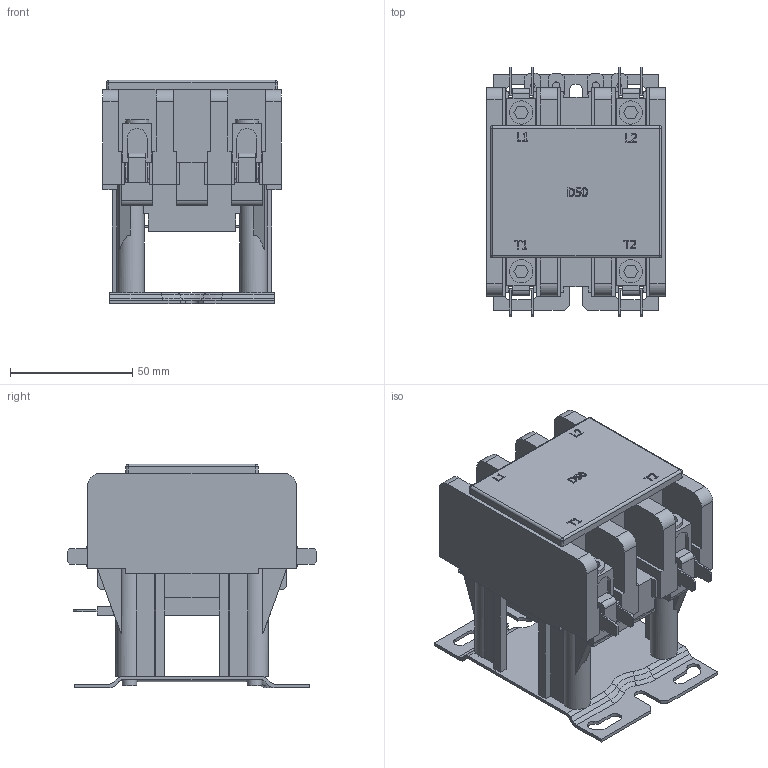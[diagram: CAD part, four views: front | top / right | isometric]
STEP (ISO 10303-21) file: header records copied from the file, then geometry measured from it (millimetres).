
FILE_DESCRIPTION(/* description */ (''),/* implementation_level */ '2;1');
FILE_NAME(/* name */ '280-D50N2XAD.stp',/* time_stamp */ '2020-03-05T15:28:24+06:00',/* author */ ('Rohit'),/* organization */ (''),/* preprocessor_version */ 'ST-DEVELOPER v18',/* originating_system */ 'Autodesk Inventor 2020',/* authorisation */ '');
FILE_SCHEMA (('AUTOMOTIVE_DESIGN { 1 0 10303 214 3 1 1 }'));
Length unit declared in the file: inch
Products named in the file (1): Part1
Bounding box: 73 x 101.8 x 91.33 mm (x, y, z)
Volume: 294164.2 mm3; surface area: 67802.3 mm2
Topology: 1 solids, 1 shells, 709 faces, 1984 edges, 1304 vertices
Faces by surface type: plane 545, cylinder 81, bspline 73, sphere 4, torus 4, cone 2
Full cylindrical faces by diameter (mm): 1.9 x2, 2.9 x2, 5.87 x4, 9.5 x4
Entity records: 23981 total; most frequent: CARTESIAN_POINT 5193, ORIENTED_EDGE 3968, DIRECTION 3338, EDGE_CURVE 1984, LINE 1612, VECTOR 1612, VERTEX_POINT 1304, AXIS2_PLACEMENT_3D 863
